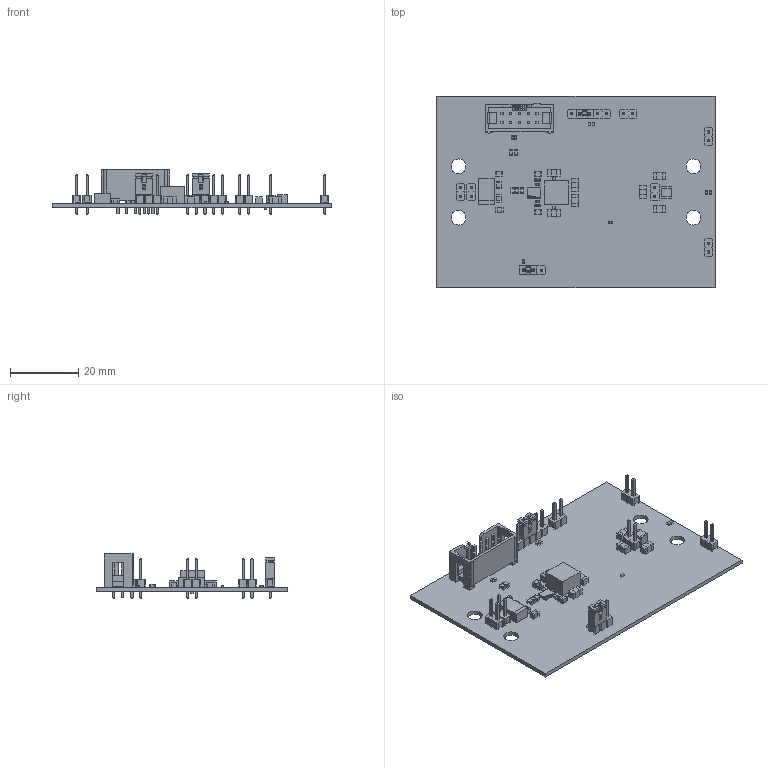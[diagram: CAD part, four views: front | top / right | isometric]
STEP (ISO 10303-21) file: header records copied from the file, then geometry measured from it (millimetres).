
FILE_DESCRIPTION(('Open CASCADE Model'),'2;1');
FILE_NAME('Open CASCADE Shape Model','2025-03-17T09:47:42',('Author'),( 'Open CASCADE'),'Open CASCADE STEP processor 7.5','Open CASCADE 7.5' ,'Unknown');
FILE_SCHEMA(('AUTOMOTIVE_DESIGN { 1 0 10303 214 1 1 1 1 }'));
Length unit declared in the file: millimetre
Products named in the file (110): PCB; Board; Open CASCADE STEP translator 7.5 1.1.1; C49; 6324359680; Extruded; 6324359520; C9; 6324353040; 6324352880; C10; 6324353680; 6324353520; J4; 61300211121; 61300211121_2; 61300211121_1; J3; J2; R8; R7; J8; J1; U1; IC_TPS6287B25_WQFN-FCRLF24; 1; 2; Texas Logo Yury; L1; 6324360240; R12; 6324360080; 6324359920; C24; 6053954144; 6053953904; R9; J6; 3M_2510-6002; 3M_2510-6002_pins ...
Assembly tree (201 placements, depth 4):
  PCB
    Board
      Open CASCADE STEP translator 7.5 1.1.1
    C49
      6324359680  x2
        Extruded
      6324359520
        Extruded
    C9
      6324353040  x2
        Extruded
      6324352880
        Extruded
    C10
      6324353680  x2
        Extruded
      6324353520
        Extruded
    J4
      61300211121
        61300211121_2  x2
        61300211121_1
    J3
      61300211121
        61300211121_2  x2
        61300211121_1
    J2
      61300211121
        61300211121_2  x2
        61300211121_1
    R8
      6324359680  x2
        Extruded
      6324359520
        Extruded
    R7
      6324359680  x2
        Extruded
      6324359520
        Extruded
    J8
      61300211121
        61300211121_2  x2
        61300211121_1
    J1
      61300211121
        61300211121_2  x2
        61300211121_1
    U1
      IC_TPS6287B25_WQFN-FCRLF24
        1
        2
        Texas Logo Yury
    L1
      6324360240
        Extruded
    R12
      6324360080  x2
        Extruded
      6324359920
Bounding box: 81.28 x 55.88 x 12.92 mm (x, y, z)
Volume: 6968.5 mm3; surface area: 13973.7 mm2
Topology: 216 solids, 216 shells, 3267 faces, 8221 edges, 5336 vertices
Faces by surface type: plane 2804, bspline 275, cylinder 156, sphere 32
Full cylindrical faces by diameter (mm): 1.016 x10, 1.15 x20, 4.3 x4
Entity records: 66222 total; most frequent: CARTESIAN_POINT 15576, ORIENTED_EDGE 10028, DIRECTION 8617, EDGE_CURVE 5014, LINE 4197, VECTOR 4197, VERTEX_POINT 3308, AXIS2_PLACEMENT_3D 2210
